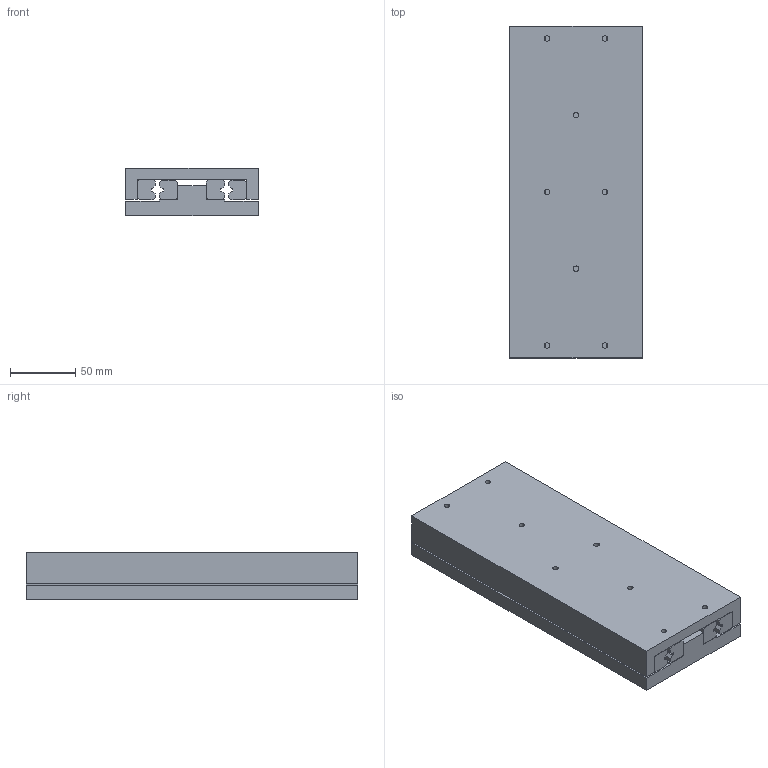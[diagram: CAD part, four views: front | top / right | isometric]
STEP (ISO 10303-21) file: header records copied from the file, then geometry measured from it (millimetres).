
FILE_DESCRIPTION((''),'2;1');
FILE_NAME('XAC4-12-11.stp','2004-03-22T15:41:20',('raulmb'),(''),'Autodesk Inventor (tm) 5.3','Autodesk Inventor (tm) 5.3','');
FILE_SCHEMA(('CONFIG_CONTROL_DESIGN'));
Length unit declared in the file: inch
Products named in the file (4): XAC4-12-11; XAC4-12-11 BOTTOM_PLATE; XAC4-12-11 TOP_PLATE; XAC4-12-11 RAIL_A
Assembly tree (6 placements, depth 2):
  XAC4-12-11
    XAC4-12-11 BOTTOM_PLATE
    XAC4-12-11 TOP_PLATE
    XAC4-12-11 RAIL_A  x4
Bounding box: 101.6 x 254 x 36.58 mm (x, y, z)
Volume: 851966.6 mm3; surface area: 202146.3 mm2
Topology: 6 solids, 6 shells, 128 faces, 336 edges, 224 vertices
Faces by surface type: plane 92, bspline 36
Entity records: 3552 total; most frequent: CARTESIAN_POINT 996, ORIENTED_EDGE 420, DIRECTION 382, EDGE_CURVE 210, VECTOR 146, LINE 146, VERTEX_POINT 140, AXIS2_PLACEMENT_3D 118
